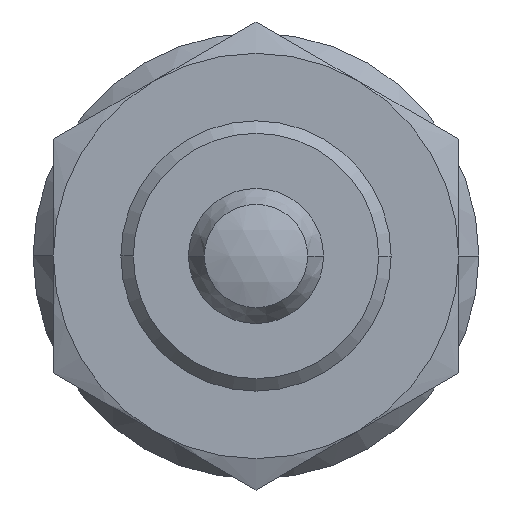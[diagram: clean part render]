
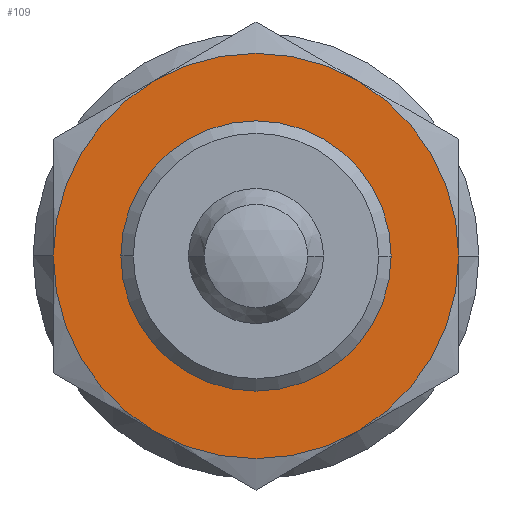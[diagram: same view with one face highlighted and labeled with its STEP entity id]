
A CAD part, front view. The second image highlights one B-rep face of the part: STEP entity #109.
In plain terms, the highlighted planar face has unit normal (0, -1, 0).
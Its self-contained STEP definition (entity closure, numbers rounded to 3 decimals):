
#109 = ADVANCED_FACE( '', ( #227, #228 ), #229, .T. );
#227 = FACE_OUTER_BOUND( '', #403, .T. );
#228 = FACE_BOUND( '', #404, .T. );
#229 = PLANE( '', #405 );
#403 = EDGE_LOOP( '', ( #774, #775, #776, #777, #778, #779 ) );
#404 = EDGE_LOOP( '', ( #780, #781 ) );
#405 = AXIS2_PLACEMENT_3D( '', #782, #783, #784 );
#774 = ORIENTED_EDGE( '', *, *, #1285, .F. );
#775 = ORIENTED_EDGE( '', *, *, #1286, .F. );
#776 = ORIENTED_EDGE( '', *, *, #1287, .F. );
#777 = ORIENTED_EDGE( '', *, *, #1288, .F. );
#778 = ORIENTED_EDGE( '', *, *, #1289, .F. );
#779 = ORIENTED_EDGE( '', *, *, #1290, .F. );
#780 = ORIENTED_EDGE( '', *, *, #1188, .F. );
#781 = ORIENTED_EDGE( '', *, *, #1297, .F. );
#782 = CARTESIAN_POINT( '', ( 7.5, -19., 0. ) );
#783 = DIRECTION( '', ( 0., -1., 0. ) );
#784 = DIRECTION( '', ( -1., 0., 0. ) );
#1188 = EDGE_CURVE( '', #1433, #1431, #1435, .T. );
#1285 = EDGE_CURVE( '', #1599, #1590, #1614, .T. );
#1286 = EDGE_CURVE( '', #1608, #1599, #1615, .T. );
#1287 = EDGE_CURVE( '', #1561, #1608, #1616, .T. );
#1288 = EDGE_CURVE( '', #1584, #1561, #1617, .T. );
#1289 = EDGE_CURVE( '', #1573, #1584, #1618, .T. );
#1290 = EDGE_CURVE( '', #1590, #1573, #1619, .T. );
#1297 = EDGE_CURVE( '', #1431, #1433, #1626, .T. );
#1431 = VERTEX_POINT( '', #1766 );
#1433 = VERTEX_POINT( '', #1769 );
#1435 = CIRCLE( '', #1772, 10. );
#1561 = VERTEX_POINT( '', #2054 );
#1573 = VERTEX_POINT( '', #2104 );
#1584 = VERTEX_POINT( '', #2153 );
#1590 = VERTEX_POINT( '', #2195 );
#1599 = VERTEX_POINT( '', #2241 );
#1608 = VERTEX_POINT( '', #2287 );
#1614 = CIRCLE( '', #2329, 15. );
#1615 = CIRCLE( '', #2330, 15. );
#1616 = CIRCLE( '', #2331, 15. );
#1617 = CIRCLE( '', #2332, 15. );
#1618 = CIRCLE( '', #2333, 15. );
#1619 = CIRCLE( '', #2334, 15. );
#1626 = CIRCLE( '', #2341, 10. );
#1766 = CARTESIAN_POINT( '', ( 10., -19., 0. ) );
#1769 = CARTESIAN_POINT( '', ( -10., -19., 0. ) );
#1772 = AXIS2_PLACEMENT_3D( '', #2662, #2663, #2664 );
#2054 = CARTESIAN_POINT( '', ( -7.5, -19., 12.99 ) );
#2104 = CARTESIAN_POINT( '', ( -7.5, -19., -12.99 ) );
#2153 = CARTESIAN_POINT( '', ( -15., -19., 0. ) );
#2195 = CARTESIAN_POINT( '', ( 7.5, -19., -12.99 ) );
#2241 = CARTESIAN_POINT( '', ( 15., -19., 0. ) );
#2287 = CARTESIAN_POINT( '', ( 7.5, -19., 12.99 ) );
#2329 = AXIS2_PLACEMENT_3D( '', #2801, #2802, #2803 );
#2330 = AXIS2_PLACEMENT_3D( '', #2804, #2805, #2806 );
#2331 = AXIS2_PLACEMENT_3D( '', #2807, #2808, #2809 );
#2332 = AXIS2_PLACEMENT_3D( '', #2810, #2811, #2812 );
#2333 = AXIS2_PLACEMENT_3D( '', #2813, #2814, #2815 );
#2334 = AXIS2_PLACEMENT_3D( '', #2816, #2817, #2818 );
#2341 = AXIS2_PLACEMENT_3D( '', #2837, #2838, #2839 );
#2662 = CARTESIAN_POINT( '', ( 0., -19., 0. ) );
#2663 = DIRECTION( '', ( 0., -1., 0. ) );
#2664 = DIRECTION( '', ( 1., 0., 0. ) );
#2801 = CARTESIAN_POINT( '', ( 0., -19., 0. ) );
#2802 = DIRECTION( '', ( 0., 1., 0. ) );
#2803 = DIRECTION( '', ( 1., 0., 0. ) );
#2804 = CARTESIAN_POINT( '', ( 0., -19., 0. ) );
#2805 = DIRECTION( '', ( 0., 1., 0. ) );
#2806 = DIRECTION( '', ( 1., 0., 0. ) );
#2807 = CARTESIAN_POINT( '', ( 0., -19., 0. ) );
#2808 = DIRECTION( '', ( 0., 1., 0. ) );
#2809 = DIRECTION( '', ( 1., 0., 0. ) );
#2810 = CARTESIAN_POINT( '', ( 0., -19., 0. ) );
#2811 = DIRECTION( '', ( 0., 1., 0. ) );
#2812 = DIRECTION( '', ( 1., 0., 0. ) );
#2813 = CARTESIAN_POINT( '', ( 0., -19., 0. ) );
#2814 = DIRECTION( '', ( 0., 1., 0. ) );
#2815 = DIRECTION( '', ( 1., 0., 0. ) );
#2816 = CARTESIAN_POINT( '', ( 0., -19., 0. ) );
#2817 = DIRECTION( '', ( 0., 1., 0. ) );
#2818 = DIRECTION( '', ( 1., 0., 0. ) );
#2837 = CARTESIAN_POINT( '', ( 0., -19., 0. ) );
#2838 = DIRECTION( '', ( 0., -1., 0. ) );
#2839 = DIRECTION( '', ( 1., 0., 0. ) );
